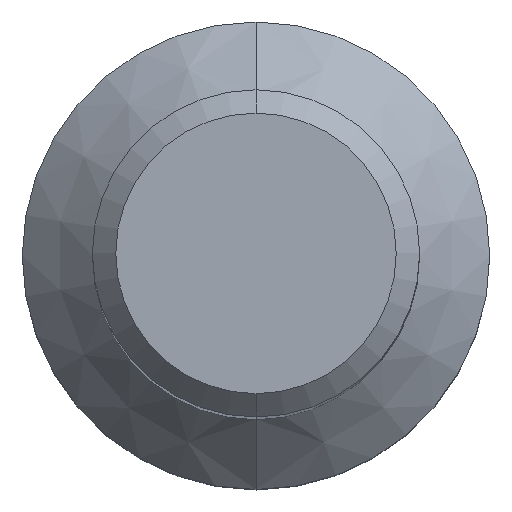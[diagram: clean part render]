
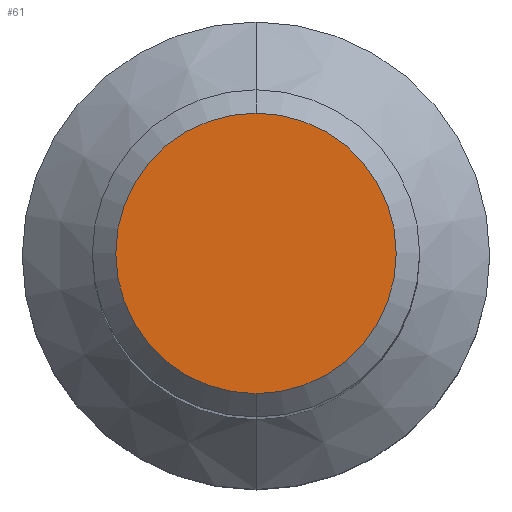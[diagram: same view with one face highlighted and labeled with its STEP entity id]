
A CAD part, top view. The second image highlights one B-rep face of the part: STEP entity #61.
In plain terms, the highlighted planar face has unit normal (0, 0, 1).
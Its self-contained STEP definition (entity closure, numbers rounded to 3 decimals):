
#49=PLANE('',#307);
#61=ADVANCED_FACE('',(#77),#49,.F.);
#77=FACE_OUTER_BOUND('',#89,.T.);
#89=EDGE_LOOP('',(#140,#141));
#100=CIRCLE('',#303,3.);
#101=CIRCLE('',#305,3.);
#140=ORIENTED_EDGE('',*,*,#170,.F.);
#141=ORIENTED_EDGE('',*,*,#173,.F.);
#152=VERTEX_POINT('',#442);
#153=VERTEX_POINT('',#443);
#170=EDGE_CURVE('',#152,#153,#100,.T.);
#173=EDGE_CURVE('',#153,#152,#101,.T.);
#303=AXIS2_PLACEMENT_3D('',#441,#378,#379);
#305=AXIS2_PLACEMENT_3D('',#447,#384,#385);
#307=AXIS2_PLACEMENT_3D('',#449,#388,#389);
#378=DIRECTION('',(0.,0.,-1.));
#379=DIRECTION('',(0.,1.,0.));
#384=DIRECTION('',(0.,0.,-1.));
#385=DIRECTION('',(0.,-1.,0.));
#388=DIRECTION('',(0.,0.,-1.));
#389=DIRECTION('',(0.,1.,0.));
#441=CARTESIAN_POINT('',(0.,0.,35.));
#442=CARTESIAN_POINT('',(0.,3.,35.));
#443=CARTESIAN_POINT('',(0.,-3.,35.));
#447=CARTESIAN_POINT('',(0.,0.,35.));
#449=CARTESIAN_POINT('',(0.,0.,35.));
